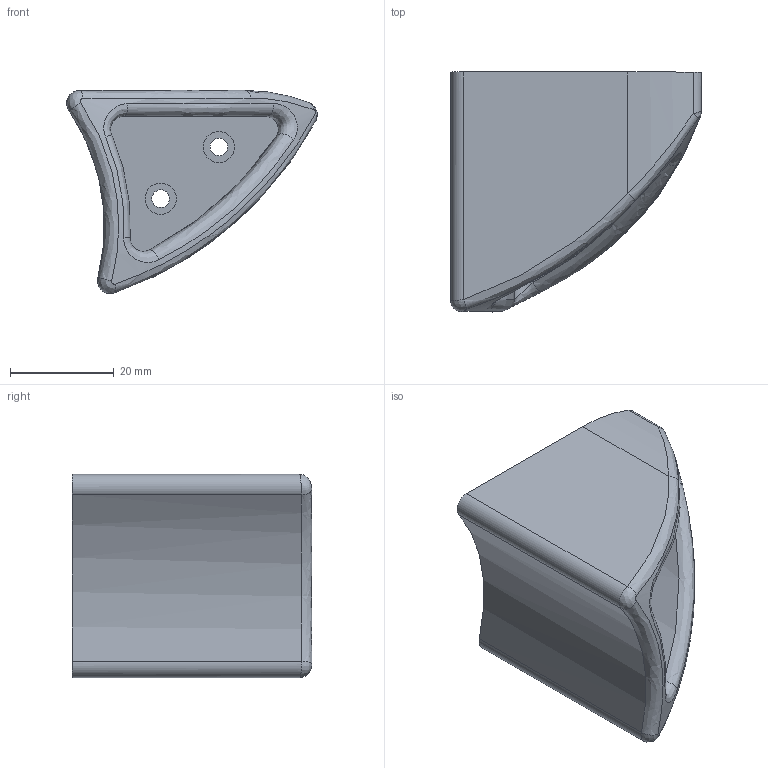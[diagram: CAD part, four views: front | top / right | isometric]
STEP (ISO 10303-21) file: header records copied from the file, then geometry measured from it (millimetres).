
FILE_DESCRIPTION(/* description */ ('','CAx-IF Rec.Pracs.---Representation and Presentation of Product Manufacturing Information (PMI)---4.0---2014-10-13'),/* implementation_level */ '2;1');
FILE_NAME(/* name */ '',/* time_stamp */ '2025-02-16T10:55:25+08:00',/* author */ (''),/* organization */ (''),/* preprocessor_version */ 'ST-DEVELOPER v20',/* originating_system */ 'Autodesk Translation Framework v13.20.0.188',/* authorisation */ '');
FILE_SCHEMA (('AP242_MANAGED_MODEL_BASED_3D_ENGINEERING_MIM_LF { 1 0 10303 442 1 1 4 }'));
Length unit declared in the file: millimetre
Products named in the file (1): 遮罩(镜像) (2)
Bounding box: 48.23 x 46.12 x 39.1 mm (x, y, z)
Volume: 25623.9 mm3; surface area: 10574.1 mm2
Topology: 1 solids, 1 shells, 35 faces, 77 edges, 47 vertices
Faces by surface type: cylinder 15, bspline 14, plane 6
Full cylindrical faces by diameter (mm): 3.4 x2, 6 x2
Entity records: 1604 total; most frequent: CARTESIAN_POINT 852, ORIENTED_EDGE 154, DIRECTION 127, EDGE_CURVE 77, AXIS2_PLACEMENT_3D 54, VERTEX_POINT 47, EDGE_LOOP 42, FACE_OUTER_BOUND 35
